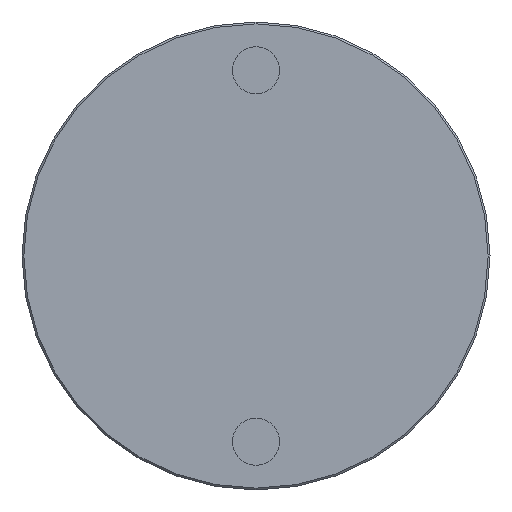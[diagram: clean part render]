
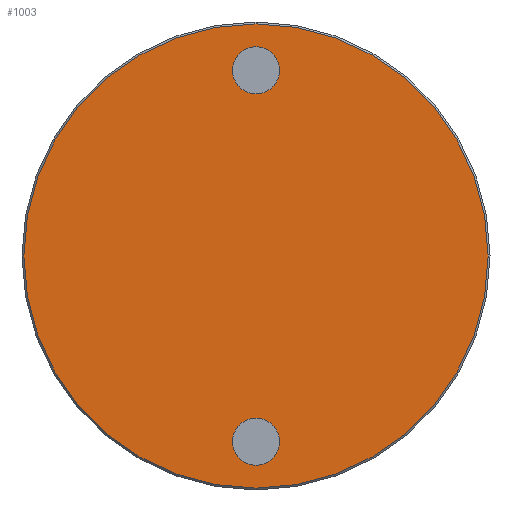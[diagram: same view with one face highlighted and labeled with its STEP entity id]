
A CAD part, front view. The second image highlights one B-rep face of the part: STEP entity #1003.
In plain terms, the highlighted planar face has unit normal (0, -1, 0).
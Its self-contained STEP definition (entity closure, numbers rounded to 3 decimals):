
#9 = EDGE_LOOP ( 'NONE', ( #5669, #2084 ) ) ;
#496 = AXIS2_PLACEMENT_3D ( 'NONE', #3423, #5294, #566 ) ;
#512 = CARTESIAN_POINT ( 'NONE',  ( 6.25, 0., -49.25 ) ) ;
#566 = DIRECTION ( 'NONE',  ( 1., 0., 0. ) ) ;
#1003 = ADVANCED_FACE ( 'NONE', ( #2623, #2657, #5053 ), #5490, .T. ) ;
#1052 = CARTESIAN_POINT ( 'NONE',  ( 0., 0., -49.25 ) ) ;
#1117 = AXIS2_PLACEMENT_3D ( 'NONE', #2178, #4518, #3436 ) ;
#1133 = AXIS2_PLACEMENT_3D ( 'NONE', #1733, #1692, #4066 ) ;
#1440 = EDGE_CURVE ( 'NONE', #4001, #5760, #3418, .T. ) ;
#1444 = AXIS2_PLACEMENT_3D ( 'NONE', #1052, #1746, #7081 ) ;
#1477 = CIRCLE ( 'NONE', #496, 6.25 ) ;
#1549 = DIRECTION ( 'NONE',  ( -1., 0., 0. ) ) ;
#1692 = DIRECTION ( 'NONE',  ( 0., 1., 0. ) ) ;
#1733 = CARTESIAN_POINT ( 'NONE',  ( 0., 0., 49.25 ) ) ;
#1746 = DIRECTION ( 'NONE',  ( 0., 1., 0. ) ) ;
#1787 = VERTEX_POINT ( 'NONE', #1814 ) ;
#1814 = CARTESIAN_POINT ( 'NONE',  ( -6.25, 0., -49.25 ) ) ;
#2036 = DIRECTION ( 'NONE',  ( 0., 0., 1. ) ) ;
#2084 = ORIENTED_EDGE ( 'NONE', *, *, #7264, .T. ) ;
#2178 = CARTESIAN_POINT ( 'NONE',  ( 0., 0., 49.25 ) ) ;
#2264 = VERTEX_POINT ( 'NONE', #3936 ) ;
#2284 = EDGE_CURVE ( 'NONE', #2849, #1787, #1477, .T. ) ;
#2296 = CIRCLE ( 'NONE', #1444, 6.25 ) ;
#2533 = DIRECTION ( 'NONE',  ( 0., -1., 0. ) ) ;
#2623 = FACE_BOUND ( 'NONE', #7372, .T. ) ;
#2642 = CARTESIAN_POINT ( 'NONE',  ( 0., 0., 0. ) ) ;
#2657 = FACE_BOUND ( 'NONE', #9, .T. ) ;
#2690 = CARTESIAN_POINT ( 'NONE',  ( 64.037, 0., 64.037 ) ) ;
#2725 = AXIS2_PLACEMENT_3D ( 'NONE', #2642, #2533, #2036 ) ;
#2849 = VERTEX_POINT ( 'NONE', #512 ) ;
#3006 = VERTEX_POINT ( 'NONE', #5492 ) ;
#3209 = CIRCLE ( 'NONE', #2725, 61.574 ) ;
#3242 = ORIENTED_EDGE ( 'NONE', *, *, #1440, .T. ) ;
#3263 = EDGE_CURVE ( 'NONE', #5760, #4001, #5525, .T. ) ;
#3418 = CIRCLE ( 'NONE', #1117, 6.25 ) ;
#3423 = CARTESIAN_POINT ( 'NONE',  ( 0., 0., -49.25 ) ) ;
#3436 = DIRECTION ( 'NONE',  ( 1., 0., 0. ) ) ;
#3673 = EDGE_CURVE ( 'NONE', #2264, #3006, #3820, .T. ) ;
#3810 = EDGE_LOOP ( 'NONE', ( #4359, #5491 ) ) ;
#3820 = CIRCLE ( 'NONE', #5911, 61.574 ) ;
#3901 = CARTESIAN_POINT ( 'NONE',  ( 0., 0., 0. ) ) ;
#3936 = CARTESIAN_POINT ( 'NONE',  ( 0., 0., 61.574 ) ) ;
#4001 = VERTEX_POINT ( 'NONE', #6502 ) ;
#4066 = DIRECTION ( 'NONE',  ( 1., 0., 0. ) ) ;
#4359 = ORIENTED_EDGE ( 'NONE', *, *, #3673, .T. ) ;
#4518 = DIRECTION ( 'NONE',  ( 0., 1., 0. ) ) ;
#4520 = EDGE_CURVE ( 'NONE', #3006, #2264, #3209, .T. ) ;
#4702 = ORIENTED_EDGE ( 'NONE', *, *, #3263, .T. ) ;
#5042 = AXIS2_PLACEMENT_3D ( 'NONE', #2690, #7423, #1549 ) ;
#5053 = FACE_OUTER_BOUND ( 'NONE', #3810, .T. ) ;
#5139 = DIRECTION ( 'NONE',  ( 0., -1., 0. ) ) ;
#5294 = DIRECTION ( 'NONE',  ( 0., 1., 0. ) ) ;
#5490 = PLANE ( 'NONE',  #5042 ) ;
#5491 = ORIENTED_EDGE ( 'NONE', *, *, #4520, .T. ) ;
#5492 = CARTESIAN_POINT ( 'NONE',  ( 0., 0., -61.574 ) ) ;
#5525 = CIRCLE ( 'NONE', #1133, 6.25 ) ;
#5669 = ORIENTED_EDGE ( 'NONE', *, *, #2284, .T. ) ;
#5760 = VERTEX_POINT ( 'NONE', #6190 ) ;
#5911 = AXIS2_PLACEMENT_3D ( 'NONE', #3901, #5139, #7404 ) ;
#6190 = CARTESIAN_POINT ( 'NONE',  ( -6.25, 0., 49.25 ) ) ;
#6502 = CARTESIAN_POINT ( 'NONE',  ( 6.25, 0., 49.25 ) ) ;
#7081 = DIRECTION ( 'NONE',  ( 1., 0., 0. ) ) ;
#7264 = EDGE_CURVE ( 'NONE', #1787, #2849, #2296, .T. ) ;
#7372 = EDGE_LOOP ( 'NONE', ( #3242, #4702 ) ) ;
#7404 = DIRECTION ( 'NONE',  ( 0., 0., 1. ) ) ;
#7423 = DIRECTION ( 'NONE',  ( 0., -1., 0. ) ) ;
